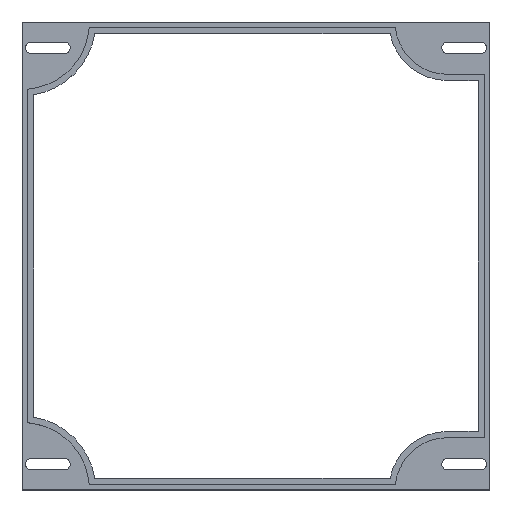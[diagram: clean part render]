
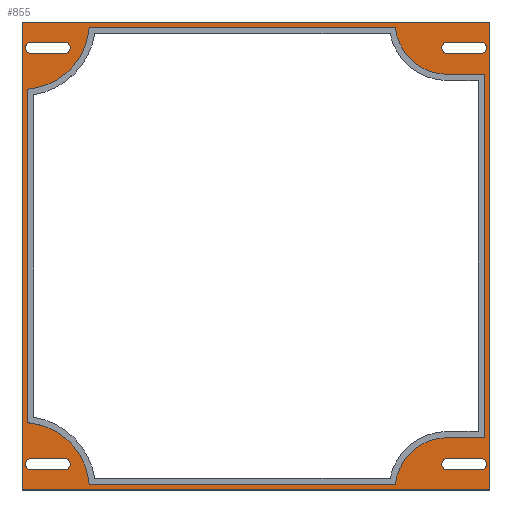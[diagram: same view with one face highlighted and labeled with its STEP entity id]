
A CAD part, top view. The second image highlights one B-rep face of the part: STEP entity #855.
In plain terms, the highlighted planar face has unit normal (0, 0, 1).
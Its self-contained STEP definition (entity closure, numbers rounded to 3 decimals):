
#16=FACE_BOUND('',#160,.T.);
#17=FACE_BOUND('',#161,.T.);
#18=FACE_BOUND('',#162,.T.);
#19=FACE_BOUND('',#163,.T.);
#20=FACE_BOUND('',#164,.T.);
#26=CIRCLE('',#874,15.65);
#28=CIRCLE('',#878,20.206);
#30=CIRCLE('',#882,20.206);
#32=CIRCLE('',#886,15.65);
#35=CIRCLE('',#892,1.7);
#37=CIRCLE('',#896,1.7);
#39=CIRCLE('',#900,1.7);
#41=CIRCLE('',#904,1.7);
#43=CIRCLE('',#907,1.7);
#45=CIRCLE('',#911,1.7);
#47=CIRCLE('',#916,1.7);
#49=CIRCLE('',#920,1.7);
#115=FACE_OUTER_BOUND('',#159,.T.);
#159=EDGE_LOOP('',(#727,#728,#729,#730));
#160=EDGE_LOOP('',(#731,#732,#733,#734,#735,#736,#737,#738,#739,#740));
#161=EDGE_LOOP('',(#741,#742,#743,#744));
#162=EDGE_LOOP('',(#745,#746,#747,#748));
#163=EDGE_LOOP('',(#749,#750,#751,#752));
#164=EDGE_LOOP('',(#753,#754,#755,#756));
#171=LINE('',#1190,#259);
#175=LINE('',#1198,#263);
#179=LINE('',#1210,#267);
#183=LINE('',#1222,#271);
#187=LINE('',#1234,#275);
#191=LINE('',#1245,#279);
#195=LINE('',#1254,#283);
#199=LINE('',#1266,#287);
#203=LINE('',#1278,#291);
#207=LINE('',#1290,#295);
#212=LINE('',#1308,#300);
#216=LINE('',#1318,#304);
#219=LINE('',#1326,#307);
#223=LINE('',#1338,#311);
#249=LINE('',#1411,#337);
#252=LINE('',#1417,#340);
#255=LINE('',#1423,#343);
#258=LINE('',#1427,#346);
#259=VECTOR('',#950,10.);
#263=VECTOR('',#956,10.);
#267=VECTOR('',#968,10.);
#271=VECTOR('',#980,10.);
#275=VECTOR('',#992,10.);
#279=VECTOR('',#1004,10.);
#283=VECTOR('',#1010,10.);
#287=VECTOR('',#1022,10.);
#291=VECTOR('',#1034,10.);
#295=VECTOR('',#1046,10.);
#300=VECTOR('',#1065,10.);
#304=VECTOR('',#1077,10.);
#307=VECTOR('',#1082,10.);
#311=VECTOR('',#1094,10.);
#337=VECTOR('',#1166,10.);
#340=VECTOR('',#1171,10.);
#343=VECTOR('',#1176,10.);
#346=VECTOR('',#1181,10.);
#347=VERTEX_POINT('',#1188);
#348=VERTEX_POINT('',#1189);
#351=VERTEX_POINT('',#1197);
#353=VERTEX_POINT('',#1203);
#355=VERTEX_POINT('',#1209);
#357=VERTEX_POINT('',#1215);
#359=VERTEX_POINT('',#1221);
#361=VERTEX_POINT('',#1227);
#363=VERTEX_POINT('',#1233);
#365=VERTEX_POINT('',#1239);
#369=VERTEX_POINT('',#1251);
#370=VERTEX_POINT('',#1253);
#372=VERTEX_POINT('',#1259);
#374=VERTEX_POINT('',#1265);
#377=VERTEX_POINT('',#1275);
#378=VERTEX_POINT('',#1277);
#380=VERTEX_POINT('',#1283);
#382=VERTEX_POINT('',#1289);
#385=VERTEX_POINT('',#1299);
#386=VERTEX_POINT('',#1301);
#388=VERTEX_POINT('',#1307);
#390=VERTEX_POINT('',#1313);
#393=VERTEX_POINT('',#1323);
#394=VERTEX_POINT('',#1325);
#396=VERTEX_POINT('',#1331);
#398=VERTEX_POINT('',#1337);
#421=VERTEX_POINT('',#1408);
#422=VERTEX_POINT('',#1410);
#424=VERTEX_POINT('',#1416);
#426=VERTEX_POINT('',#1422);
#427=EDGE_CURVE('',#347,#348,#171,.T.);
#431=EDGE_CURVE('',#351,#347,#175,.T.);
#434=EDGE_CURVE('',#353,#351,#26,.T.);
#437=EDGE_CURVE('',#355,#353,#179,.T.);
#440=EDGE_CURVE('',#357,#355,#28,.T.);
#443=EDGE_CURVE('',#359,#357,#183,.T.);
#446=EDGE_CURVE('',#361,#359,#30,.T.);
#449=EDGE_CURVE('',#363,#361,#187,.T.);
#452=EDGE_CURVE('',#365,#363,#32,.T.);
#455=EDGE_CURVE('',#348,#365,#191,.T.);
#459=EDGE_CURVE('',#370,#369,#195,.T.);
#462=EDGE_CURVE('',#372,#370,#35,.T.);
#465=EDGE_CURVE('',#374,#372,#199,.T.);
#468=EDGE_CURVE('',#369,#374,#37,.T.);
#471=EDGE_CURVE('',#378,#377,#203,.T.);
#474=EDGE_CURVE('',#380,#378,#39,.T.);
#477=EDGE_CURVE('',#382,#380,#207,.T.);
#480=EDGE_CURVE('',#377,#382,#41,.T.);
#483=EDGE_CURVE('',#386,#385,#43,.T.);
#486=EDGE_CURVE('',#388,#386,#212,.T.);
#489=EDGE_CURVE('',#390,#388,#45,.T.);
#492=EDGE_CURVE('',#385,#390,#216,.T.);
#495=EDGE_CURVE('',#394,#393,#219,.T.);
#498=EDGE_CURVE('',#396,#394,#47,.T.);
#501=EDGE_CURVE('',#398,#396,#223,.T.);
#504=EDGE_CURVE('',#393,#398,#49,.T.);
#537=EDGE_CURVE('',#422,#421,#249,.T.);
#540=EDGE_CURVE('',#424,#422,#252,.T.);
#543=EDGE_CURVE('',#426,#424,#255,.T.);
#546=EDGE_CURVE('',#421,#426,#258,.T.);
#727=ORIENTED_EDGE('',*,*,#546,.T.);
#728=ORIENTED_EDGE('',*,*,#543,.T.);
#729=ORIENTED_EDGE('',*,*,#540,.T.);
#730=ORIENTED_EDGE('',*,*,#537,.T.);
#731=ORIENTED_EDGE('',*,*,#440,.F.);
#732=ORIENTED_EDGE('',*,*,#443,.F.);
#733=ORIENTED_EDGE('',*,*,#446,.F.);
#734=ORIENTED_EDGE('',*,*,#449,.F.);
#735=ORIENTED_EDGE('',*,*,#452,.F.);
#736=ORIENTED_EDGE('',*,*,#455,.F.);
#737=ORIENTED_EDGE('',*,*,#427,.F.);
#738=ORIENTED_EDGE('',*,*,#431,.F.);
#739=ORIENTED_EDGE('',*,*,#434,.F.);
#740=ORIENTED_EDGE('',*,*,#437,.F.);
#741=ORIENTED_EDGE('',*,*,#459,.T.);
#742=ORIENTED_EDGE('',*,*,#468,.T.);
#743=ORIENTED_EDGE('',*,*,#465,.T.);
#744=ORIENTED_EDGE('',*,*,#462,.T.);
#745=ORIENTED_EDGE('',*,*,#471,.T.);
#746=ORIENTED_EDGE('',*,*,#480,.T.);
#747=ORIENTED_EDGE('',*,*,#477,.T.);
#748=ORIENTED_EDGE('',*,*,#474,.T.);
#749=ORIENTED_EDGE('',*,*,#483,.T.);
#750=ORIENTED_EDGE('',*,*,#492,.T.);
#751=ORIENTED_EDGE('',*,*,#489,.T.);
#752=ORIENTED_EDGE('',*,*,#486,.T.);
#753=ORIENTED_EDGE('',*,*,#495,.T.);
#754=ORIENTED_EDGE('',*,*,#504,.T.);
#755=ORIENTED_EDGE('',*,*,#501,.T.);
#756=ORIENTED_EDGE('',*,*,#498,.T.);
#812=PLANE('',#944);
#855=ADVANCED_FACE('',(#115,#16,#17,#18,#19,#20),#812,.T.);
#874=AXIS2_PLACEMENT_3D('',#1204,#961,#962);
#878=AXIS2_PLACEMENT_3D('',#1216,#973,#974);
#882=AXIS2_PLACEMENT_3D('',#1228,#985,#986);
#886=AXIS2_PLACEMENT_3D('',#1240,#997,#998);
#892=AXIS2_PLACEMENT_3D('',#1260,#1016,#1017);
#896=AXIS2_PLACEMENT_3D('',#1270,#1028,#1029);
#900=AXIS2_PLACEMENT_3D('',#1284,#1040,#1041);
#904=AXIS2_PLACEMENT_3D('',#1294,#1052,#1053);
#907=AXIS2_PLACEMENT_3D('',#1302,#1059,#1060);
#911=AXIS2_PLACEMENT_3D('',#1314,#1071,#1072);
#916=AXIS2_PLACEMENT_3D('',#1332,#1088,#1089);
#920=AXIS2_PLACEMENT_3D('',#1342,#1100,#1101);
#944=AXIS2_PLACEMENT_3D('',#1428,#1182,#1183);
#950=DIRECTION('',(0.,1.,0.));
#956=DIRECTION('',(1.,0.,0.));
#961=DIRECTION('center_axis',(0.,0.,-1.));
#962=DIRECTION('ref_axis',(0.,1.,0.));
#968=DIRECTION('',(1.,0.,0.));
#973=DIRECTION('center_axis',(0.,0.,-1.));
#974=DIRECTION('ref_axis',(0.997,0.082,0.));
#980=DIRECTION('',(0.,-1.,0.));
#985=DIRECTION('center_axis',(0.,0.,-1.));
#986=DIRECTION('ref_axis',(0.082,-0.997,0.));
#992=DIRECTION('',(-1.,0.,0.));
#997=DIRECTION('center_axis',(0.,0.,-1.));
#998=DIRECTION('ref_axis',(-0.994,-0.105,0.));
#1004=DIRECTION('',(-1.,0.,0.));
#1010=DIRECTION('',(1.,0.,0.));
#1016=DIRECTION('center_axis',(0.,0.,-1.));
#1017=DIRECTION('ref_axis',(0.,1.,0.));
#1022=DIRECTION('',(-1.,0.,0.));
#1028=DIRECTION('center_axis',(0.,0.,-1.));
#1029=DIRECTION('ref_axis',(0.,-1.,0.));
#1034=DIRECTION('',(-1.,0.,0.));
#1040=DIRECTION('center_axis',(0.,0.,-1.));
#1041=DIRECTION('ref_axis',(0.,-1.,0.));
#1046=DIRECTION('',(1.,0.,0.));
#1052=DIRECTION('center_axis',(0.,0.,-1.));
#1053=DIRECTION('ref_axis',(0.,1.,0.));
#1059=DIRECTION('center_axis',(0.,0.,-1.));
#1060=DIRECTION('ref_axis',(0.,-1.,0.));
#1065=DIRECTION('',(1.,0.,0.));
#1071=DIRECTION('center_axis',(0.,0.,-1.));
#1072=DIRECTION('ref_axis',(0.,1.,0.));
#1077=DIRECTION('',(-1.,0.,0.));
#1082=DIRECTION('',(1.,0.,0.));
#1088=DIRECTION('center_axis',(0.,0.,-1.));
#1089=DIRECTION('ref_axis',(0.,1.,0.));
#1094=DIRECTION('',(-1.,0.,0.));
#1100=DIRECTION('center_axis',(0.,0.,-1.));
#1101=DIRECTION('ref_axis',(0.,-1.,0.));
#1166=DIRECTION('',(0.,-1.,0.));
#1171=DIRECTION('',(-1.,0.,0.));
#1176=DIRECTION('',(0.,1.,0.));
#1181=DIRECTION('',(1.,0.,0.));
#1182=DIRECTION('center_axis',(0.,0.,1.));
#1183=DIRECTION('ref_axis',(1.,0.,0.));
#1188=CARTESIAN_POINT('',(195.85,38.65,0.5));
#1189=CARTESIAN_POINT('',(195.85,147.35,0.5));
#1190=CARTESIAN_POINT('',(195.85,65.825,0.5));
#1197=CARTESIAN_POINT('',(184.75,38.65,0.5));
#1198=CARTESIAN_POINT('',(156.125,38.65,0.5));
#1203=CARTESIAN_POINT('',(169.187,24.65,0.5));
#1204=CARTESIAN_POINT('Origin',(184.75,23.,0.5));
#1209=CARTESIAN_POINT('',(77.639,24.65,0.5));
#1210=CARTESIAN_POINT('',(102.569,24.65,0.5));
#1215=CARTESIAN_POINT('',(59.15,43.139,0.5));
#1216=CARTESIAN_POINT('Origin',(57.5,23.,0.5));
#1221=CARTESIAN_POINT('',(59.15,142.861,0.5));
#1222=CARTESIAN_POINT('',(59.15,117.931,0.5));
#1227=CARTESIAN_POINT('',(77.639,161.35,0.5));
#1228=CARTESIAN_POINT('Origin',(57.5,163.,0.5));
#1233=CARTESIAN_POINT('',(169.187,161.35,0.5));
#1234=CARTESIAN_POINT('',(148.344,161.35,0.5));
#1239=CARTESIAN_POINT('',(184.75,147.35,0.5));
#1240=CARTESIAN_POINT('Origin',(184.75,163.,0.5));
#1245=CARTESIAN_POINT('',(161.675,147.35,0.5));
#1251=CARTESIAN_POINT('',(70.25,32.45,0.5));
#1253=CARTESIAN_POINT('',(60.25,32.45,0.5));
#1254=CARTESIAN_POINT('',(93.875,32.45,0.5));
#1259=CARTESIAN_POINT('',(60.25,29.05,0.5));
#1260=CARTESIAN_POINT('Origin',(60.25,30.75,0.5));
#1265=CARTESIAN_POINT('',(70.25,29.05,0.5));
#1266=CARTESIAN_POINT('',(98.875,29.05,0.5));
#1270=CARTESIAN_POINT('Origin',(70.25,30.75,0.5));
#1275=CARTESIAN_POINT('',(184.75,153.55,0.5));
#1277=CARTESIAN_POINT('',(194.75,153.55,0.5));
#1278=CARTESIAN_POINT('',(161.125,153.55,0.5));
#1283=CARTESIAN_POINT('',(194.75,156.95,0.5));
#1284=CARTESIAN_POINT('Origin',(194.75,155.25,0.5));
#1289=CARTESIAN_POINT('',(184.75,156.95,0.5));
#1290=CARTESIAN_POINT('',(156.125,156.95,0.5));
#1294=CARTESIAN_POINT('Origin',(184.75,155.25,0.5));
#1299=CARTESIAN_POINT('',(70.25,153.55,0.5));
#1301=CARTESIAN_POINT('',(70.25,156.95,0.5));
#1302=CARTESIAN_POINT('Origin',(70.25,155.25,0.5));
#1307=CARTESIAN_POINT('',(60.25,156.95,0.5));
#1308=CARTESIAN_POINT('',(93.875,156.95,0.5));
#1313=CARTESIAN_POINT('',(60.25,153.55,0.5));
#1314=CARTESIAN_POINT('Origin',(60.25,155.25,0.5));
#1318=CARTESIAN_POINT('',(98.875,153.55,0.5));
#1323=CARTESIAN_POINT('',(194.75,32.45,0.5));
#1325=CARTESIAN_POINT('',(184.75,32.45,0.5));
#1326=CARTESIAN_POINT('',(156.125,32.45,0.5));
#1331=CARTESIAN_POINT('',(184.75,29.05,0.5));
#1332=CARTESIAN_POINT('Origin',(184.75,30.75,0.5));
#1337=CARTESIAN_POINT('',(194.75,29.05,0.5));
#1338=CARTESIAN_POINT('',(161.125,29.05,0.5));
#1342=CARTESIAN_POINT('Origin',(194.75,30.75,0.5));
#1408=CARTESIAN_POINT('',(57.5,23.,0.5));
#1410=CARTESIAN_POINT('',(57.5,163.,0.5));
#1411=CARTESIAN_POINT('',(57.5,23.,0.5));
#1416=CARTESIAN_POINT('',(197.5,163.,0.5));
#1417=CARTESIAN_POINT('',(57.5,163.,0.5));
#1422=CARTESIAN_POINT('',(197.5,23.,0.5));
#1423=CARTESIAN_POINT('',(197.5,163.,0.5));
#1427=CARTESIAN_POINT('',(197.5,23.,0.5));
#1428=CARTESIAN_POINT('Origin',(127.5,93.,0.5));
